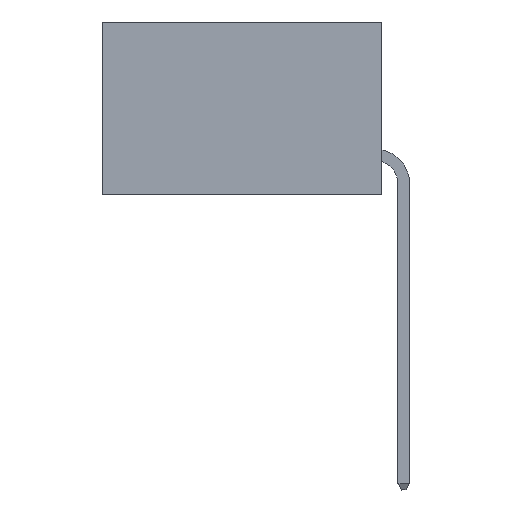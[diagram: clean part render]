
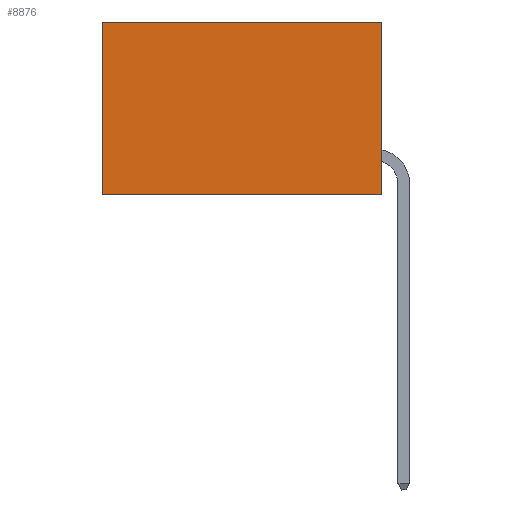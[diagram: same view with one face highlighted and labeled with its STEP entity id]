
A CAD part, left-side view. The second image highlights one B-rep face of the part: STEP entity #8876.
In plain terms, the highlighted planar face has unit normal (-1, 0, 0).
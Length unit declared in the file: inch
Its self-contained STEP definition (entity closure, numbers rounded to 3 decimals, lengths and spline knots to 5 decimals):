
#189 = ORIENTED_EDGE ( 'NONE', *, *, #9952, .F. ) ;
#653 = EDGE_CURVE ( 'NONE', #9815, #18959, #11316, .T. ) ;
#3805 = VERTEX_POINT ( 'NONE', #13504 ) ;
#4384 = EDGE_LOOP ( 'NONE', ( #4830, #189, #11864, #23027 ) ) ;
#4493 = CARTESIAN_POINT ( 'NONE',  ( 0.2875, 0., 0. ) ) ;
#4755 = FACE_OUTER_BOUND ( 'NONE', #4384, .T. ) ;
#4830 = ORIENTED_EDGE ( 'NONE', *, *, #653, .T. ) ;
#5030 = VECTOR ( 'NONE', #28149, 39.37008 ) ;
#5825 = LINE ( 'NONE', #4493, #20041 ) ;
#7731 = CARTESIAN_POINT ( 'NONE',  ( 0.2875, 0., -0.37 ) ) ;
#8425 = VECTOR ( 'NONE', #18101, 39.37008 ) ;
#8450 = DIRECTION ( 'NONE',  ( 0., 1., 0. ) ) ;
#8609 = AXIS2_PLACEMENT_3D ( 'NONE', #20335, #23479, #9519 ) ;
#8876 = ADVANCED_FACE ( 'NONE', ( #4755 ), #11605, .F. ) ;
#8988 = EDGE_CURVE ( 'NONE', #3805, #20954, #11733, .T. ) ;
#9519 = DIRECTION ( 'NONE',  ( 0., 0., -1. ) ) ;
#9815 = VERTEX_POINT ( 'NONE', #16763 ) ;
#9952 = EDGE_CURVE ( 'NONE', #20954, #18959, #18875, .T. ) ;
#10138 = EDGE_CURVE ( 'NONE', #3805, #9815, #5825, .T. ) ;
#11316 = LINE ( 'NONE', #18947, #5030 ) ;
#11605 = PLANE ( 'NONE',  #8609 ) ;
#11675 = VECTOR ( 'NONE', #26817, 39.37008 ) ;
#11733 = LINE ( 'NONE', #25245, #8425 ) ;
#11864 = ORIENTED_EDGE ( 'NONE', *, *, #8988, .F. ) ;
#13504 = CARTESIAN_POINT ( 'NONE',  ( 0.2875, 0., 0. ) ) ;
#15163 = CARTESIAN_POINT ( 'NONE',  ( 0.2875, 0.6, -0.37 ) ) ;
#16763 = CARTESIAN_POINT ( 'NONE',  ( 0.2875, 0.6, 0. ) ) ;
#18101 = DIRECTION ( 'NONE',  ( 0., 0., -1. ) ) ;
#18875 = LINE ( 'NONE', #19998, #11675 ) ;
#18947 = CARTESIAN_POINT ( 'NONE',  ( 0.2875, 0.6, 0. ) ) ;
#18959 = VERTEX_POINT ( 'NONE', #15163 ) ;
#19998 = CARTESIAN_POINT ( 'NONE',  ( 0.2875, 0., -0.37 ) ) ;
#20041 = VECTOR ( 'NONE', #8450, 39.37008 ) ;
#20335 = CARTESIAN_POINT ( 'NONE',  ( 0.2875, 0., 0. ) ) ;
#20954 = VERTEX_POINT ( 'NONE', #7731 ) ;
#23027 = ORIENTED_EDGE ( 'NONE', *, *, #10138, .T. ) ;
#23479 = DIRECTION ( 'NONE',  ( 1., 0., 0. ) ) ;
#25245 = CARTESIAN_POINT ( 'NONE',  ( 0.2875, 0., 0. ) ) ;
#26817 = DIRECTION ( 'NONE',  ( 0., 1., 0. ) ) ;
#28149 = DIRECTION ( 'NONE',  ( 0., 0., -1. ) ) ;
